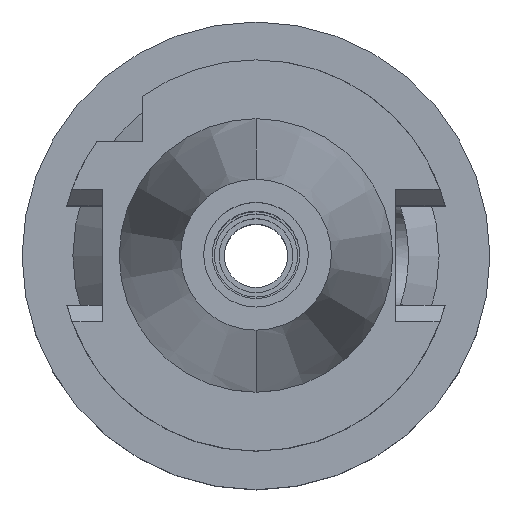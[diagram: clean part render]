
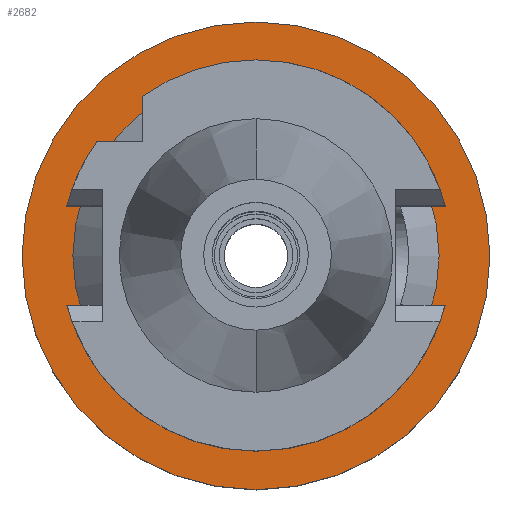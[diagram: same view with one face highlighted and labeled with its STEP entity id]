
A CAD part, top view. The second image highlights one B-rep face of the part: STEP entity #2682.
In plain terms, the highlighted planar face has unit normal (0, 0, 1).
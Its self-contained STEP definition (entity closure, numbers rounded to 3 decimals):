
#847=CARTESIAN_POINT('',(0.,0.,-40.));
#848=DIRECTION('',(0.,0.,-1.));
#849=DIRECTION('',(0.,-1.,0.));
#850=AXIS2_PLACEMENT_3D('',#847,#848,#849);
#855=CARTESIAN_POINT('',(0.,0.,-40.));
#856=DIRECTION('',(0.,0.,-1.));
#857=DIRECTION('',(0.,1.,0.));
#858=AXIS2_PLACEMENT_3D('',#855,#856,#857);
#863=CARTESIAN_POINT('',(0.,0.,-40.));
#864=DIRECTION('',(0.,0.,1.));
#865=DIRECTION('',(0.,-1.,0.));
#866=AXIS2_PLACEMENT_3D('',#863,#864,#865);
#871=CARTESIAN_POINT('',(0.,0.,-40.));
#872=DIRECTION('',(0.,0.,1.));
#873=DIRECTION('',(0.,1.,0.));
#874=AXIS2_PLACEMENT_3D('',#871,#872,#873);
#1926=CARTESIAN_POINT('',(0.,29.75,-40.));
#1927=VERTEX_POINT('',#1926);
#1928=CARTESIAN_POINT('',(0.,-29.75,-40.));
#1929=VERTEX_POINT('',#1928);
#1930=CARTESIAN_POINT('',(0.,-38.,-40.));
#1931=CARTESIAN_POINT('',(0.,38.,-40.));
#1932=VERTEX_POINT('',#1930);
#1933=VERTEX_POINT('',#1931);
#2667=CARTESIAN_POINT('',(0.,0.,-40.));
#2668=DIRECTION('',(0.,0.,1.));
#2669=DIRECTION('',(0.,1.,0.));
#2670=AXIS2_PLACEMENT_3D('',#2667,#2668,#2669);
#2671=PLANE('',#2670);
#2673=ORIENTED_EDGE('',*,*,#2672,.T.);
#2675=ORIENTED_EDGE('',*,*,#2674,.T.);
#2676=EDGE_LOOP('',(#2673,#2675));
#2677=FACE_OUTER_BOUND('',#2676,.F.);
#2678=ORIENTED_EDGE('',*,*,#2660,.T.);
#2679=ORIENTED_EDGE('',*,*,#2649,.T.);
#2680=EDGE_LOOP('',(#2678,#2679));
#2681=FACE_BOUND('',#2680,.F.);
#851=CIRCLE('',#850,38.);
#859=CIRCLE('',#858,38.);
#867=CIRCLE('',#866,29.75);
#875=CIRCLE('',#874,29.75);
#2649=EDGE_CURVE('',#1927,#1929,#875,.T.);
#2660=EDGE_CURVE('',#1929,#1927,#867,.T.);
#2672=EDGE_CURVE('',#1932,#1933,#851,.T.);
#2674=EDGE_CURVE('',#1933,#1932,#859,.T.);
#2682=ADVANCED_FACE('',(#2677,#2681),#2671,.T.);
